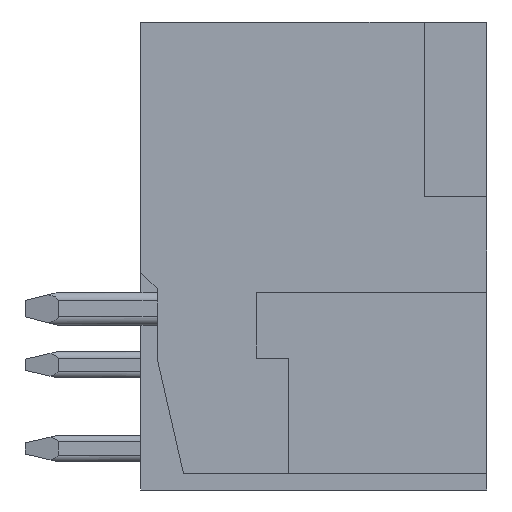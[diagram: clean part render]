
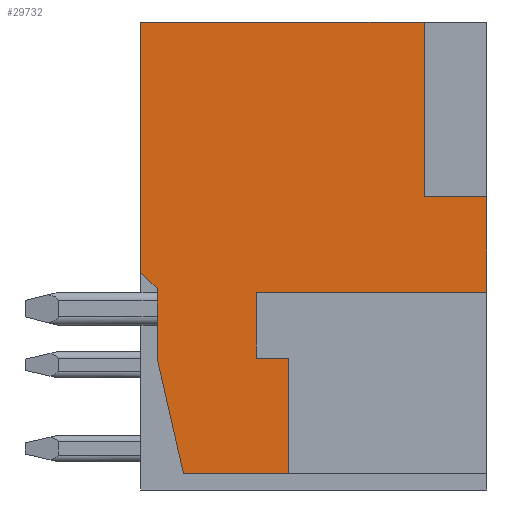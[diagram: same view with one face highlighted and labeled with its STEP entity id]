
A CAD part, front view. The second image highlights one B-rep face of the part: STEP entity #29732.
In plain terms, the highlighted planar face has unit normal (0, -1, 0).
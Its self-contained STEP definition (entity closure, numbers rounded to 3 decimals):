
#117=DIRECTION('',(1.,0.,0.));
#118=VECTOR('',#117,7.);
#119=CARTESIAN_POINT('',(-1.75,-60.93,-1.1));
#120=LINE('',#119,#118);
#578=DIRECTION('',(0.223,0.,-0.975));
#579=VECTOR('',#578,3.59);
#580=CARTESIAN_POINT('',(-4.75,-60.93,-3.1));
#581=LINE('',#580,#579);
#582=DIRECTION('',(0.,0.,1.));
#583=VECTOR('',#582,2.1);
#584=CARTESIAN_POINT('',(-4.75,-60.93,-3.1));
#585=LINE('',#584,#583);
#586=DIRECTION('',(0.707,0.,-0.707));
#587=VECTOR('',#586,0.707);
#588=CARTESIAN_POINT('',(-5.25,-60.93,-0.5));
#589=LINE('',#588,#587);
#590=DIRECTION('',(0.,0.,-1.));
#591=VECTOR('',#590,7.6);
#592=CARTESIAN_POINT('',(-5.25,-60.93,7.1));
#593=LINE('',#592,#591);
#594=DIRECTION('',(-1.,0.,0.));
#595=VECTOR('',#594,8.6);
#596=CARTESIAN_POINT('',(3.35,-60.93,7.1));
#597=LINE('',#596,#595);
#598=DIRECTION('',(0.,0.,-1.));
#599=VECTOR('',#598,5.3);
#600=CARTESIAN_POINT('',(3.35,-60.93,7.1));
#601=LINE('',#600,#599);
#602=DIRECTION('',(-1.,0.,0.));
#603=VECTOR('',#602,1.9);
#604=CARTESIAN_POINT('',(5.25,-60.93,1.8));
#605=LINE('',#604,#603);
#606=DIRECTION('',(0.,0.,1.));
#607=VECTOR('',#606,2.9);
#608=CARTESIAN_POINT('',(5.25,-60.93,-1.1));
#609=LINE('',#608,#607);
#610=DIRECTION('',(0.,0.,-1.));
#611=VECTOR('',#610,2.);
#612=CARTESIAN_POINT('',(-1.75,-60.93,-1.1));
#613=LINE('',#612,#611);
#614=DIRECTION('',(1.,0.,0.));
#615=VECTOR('',#614,1.);
#616=CARTESIAN_POINT('',(-1.75,-60.93,-3.1));
#617=LINE('',#616,#615);
#618=DIRECTION('',(0.,0.,1.));
#619=VECTOR('',#618,3.5);
#620=CARTESIAN_POINT('',(-0.75,-60.93,-6.6));
#621=LINE('',#620,#619);
#622=DIRECTION('',(1.,0.,0.));
#623=VECTOR('',#622,3.2);
#624=CARTESIAN_POINT('',(-3.95,-60.93,-6.6));
#625=LINE('',#624,#623);
#23095=CARTESIAN_POINT('',(-5.25,-60.93,7.1));
#23097=VERTEX_POINT('',#23095);
#23125=CARTESIAN_POINT('',(3.35,-60.93,7.1));
#23126=VERTEX_POINT('',#23125);
#23127=CARTESIAN_POINT('',(5.25,-60.93,1.8));
#23129=VERTEX_POINT('',#23127);
#23137=CARTESIAN_POINT('',(3.35,-60.93,1.8));
#23138=VERTEX_POINT('',#23137);
#23177=CARTESIAN_POINT('',(5.25,-60.93,-1.1));
#23178=VERTEX_POINT('',#23177);
#23183=CARTESIAN_POINT('',(-1.75,-60.93,-3.1));
#23184=CARTESIAN_POINT('',(-0.75,-60.93,-3.1));
#23185=VERTEX_POINT('',#23183);
#23186=VERTEX_POINT('',#23184);
#23189=CARTESIAN_POINT('',(-0.75,-60.93,-6.6));
#23190=VERTEX_POINT('',#23189);
#23191=CARTESIAN_POINT('',(-1.75,-60.93,-1.1));
#23192=VERTEX_POINT('',#23191);
#23195=CARTESIAN_POINT('',(-5.25,-60.93,-0.5));
#23196=CARTESIAN_POINT('',(-4.75,-60.93,-1.));
#23197=VERTEX_POINT('',#23195);
#23198=VERTEX_POINT('',#23196);
#23211=CARTESIAN_POINT('',(-4.75,-60.93,-3.1));
#23212=CARTESIAN_POINT('',(-3.95,-60.93,-6.6));
#23213=VERTEX_POINT('',#23211);
#23214=VERTEX_POINT('',#23212);
#29704=CARTESIAN_POINT('',(0.,-60.93,0.));
#29705=DIRECTION('',(0.,-1.,0.));
#29706=DIRECTION('',(1.,0.,0.));
#29707=AXIS2_PLACEMENT_3D('',#29704,#29705,#29706);
#29708=PLANE('',#29707);
#29709=ORIENTED_EDGE('',*,*,#29695,.F.);
#29710=ORIENTED_EDGE('',*,*,#29635,.T.);
#29712=ORIENTED_EDGE('',*,*,#29711,.F.);
#29714=ORIENTED_EDGE('',*,*,#29713,.F.);
#29716=ORIENTED_EDGE('',*,*,#29715,.F.);
#29718=ORIENTED_EDGE('',*,*,#29717,.T.);
#29720=ORIENTED_EDGE('',*,*,#29719,.F.);
#29722=ORIENTED_EDGE('',*,*,#29721,.F.);
#29723=ORIENTED_EDGE('',*,*,#29136,.F.);
#29724=ORIENTED_EDGE('',*,*,#29194,.T.);
#29726=ORIENTED_EDGE('',*,*,#29725,.T.);
#29728=ORIENTED_EDGE('',*,*,#29727,.F.);
#29729=ORIENTED_EDGE('',*,*,#29317,.F.);
#29730=EDGE_LOOP('',(#29709,#29710,#29712,#29714,#29716,#29718,#29720,#29722,
#29723,#29724,#29726,#29728,#29729));
#29731=FACE_OUTER_BOUND('',#29730,.F.);
#29732=ADVANCED_FACE('',(#29731),#29708,.T.);
#29136=EDGE_CURVE('',#23192,#23178,#120,.T.);
#29194=EDGE_CURVE('',#23192,#23185,#613,.T.);
#29317=EDGE_CURVE('',#23214,#23190,#625,.T.);
#29635=EDGE_CURVE('',#23213,#23198,#585,.T.);
#29695=EDGE_CURVE('',#23213,#23214,#581,.T.);
#29711=EDGE_CURVE('',#23197,#23198,#589,.T.);
#29713=EDGE_CURVE('',#23097,#23197,#593,.T.);
#29715=EDGE_CURVE('',#23126,#23097,#597,.T.);
#29717=EDGE_CURVE('',#23126,#23138,#601,.T.);
#29719=EDGE_CURVE('',#23129,#23138,#605,.T.);
#29721=EDGE_CURVE('',#23178,#23129,#609,.T.);
#29725=EDGE_CURVE('',#23185,#23186,#617,.T.);
#29727=EDGE_CURVE('',#23190,#23186,#621,.T.);
